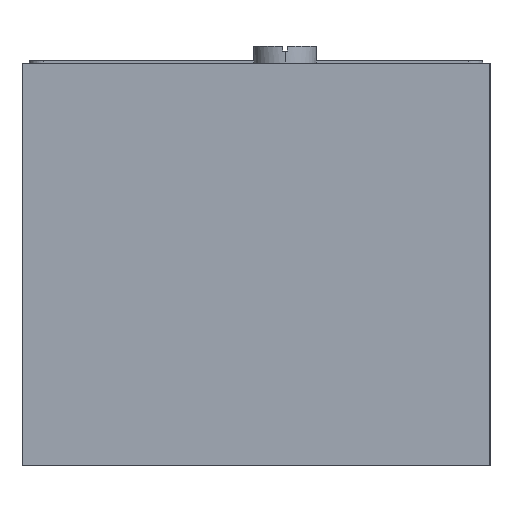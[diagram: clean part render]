
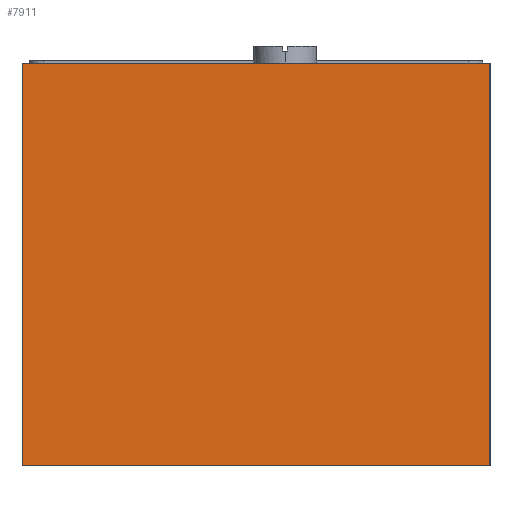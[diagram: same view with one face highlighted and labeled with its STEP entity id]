
A CAD part, left-side view. The second image highlights one B-rep face of the part: STEP entity #7911.
In plain terms, the highlighted planar face has unit normal (-1, 0, 0).
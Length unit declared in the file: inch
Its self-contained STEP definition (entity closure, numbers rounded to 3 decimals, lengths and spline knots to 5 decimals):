
#878 = LINE ( 'NONE', #25791, #29218 ) ;
#951 = FACE_OUTER_BOUND ( 'NONE', #1902, .T. ) ;
#1370 = CARTESIAN_POINT ( 'NONE',  ( 0., 0., -0.86 ) ) ;
#1902 = EDGE_LOOP ( 'NONE', ( #15091, #12691, #8363, #26607 ) ) ;
#3787 = DIRECTION ( 'NONE',  ( 0., 0., 1. ) ) ;
#4635 = DIRECTION ( 'NONE',  ( 0., 0., 1. ) ) ;
#5316 = DIRECTION ( 'NONE',  ( 0., 0., 1. ) ) ;
#5332 = DIRECTION ( 'NONE',  ( 0., -1., 0. ) ) ;
#7911 = ADVANCED_FACE ( 'NONE', ( #951 ), #37885, .T. ) ;
#8363 = ORIENTED_EDGE ( 'NONE', *, *, #24674, .T. ) ;
#8498 = VECTOR ( 'NONE', #38951, 39.37008 ) ;
#9875 = EDGE_CURVE ( 'NONE', #15993, #21361, #16037, .T. ) ;
#12691 = ORIENTED_EDGE ( 'NONE', *, *, #31082, .F. ) ;
#13644 = CARTESIAN_POINT ( 'NONE',  ( 0., 0., -0.86 ) ) ;
#13869 = CARTESIAN_POINT ( 'NONE',  ( 0., 1., -0.86 ) ) ;
#13890 = VERTEX_POINT ( 'NONE', #32648 ) ;
#15091 = ORIENTED_EDGE ( 'NONE', *, *, #36311, .F. ) ;
#15993 = VERTEX_POINT ( 'NONE', #13644 ) ;
#16037 = LINE ( 'NONE', #28505, #20211 ) ;
#20211 = VECTOR ( 'NONE', #3787, 39.37008 ) ;
#20831 = LINE ( 'NONE', #13869, #40041 ) ;
#21264 = VERTEX_POINT ( 'NONE', #26949 ) ;
#21361 = VERTEX_POINT ( 'NONE', #21786 ) ;
#21786 = CARTESIAN_POINT ( 'NONE',  ( 0., 0., 0. ) ) ;
#22644 = CARTESIAN_POINT ( 'NONE',  ( 0., 0., 0. ) ) ;
#24674 = EDGE_CURVE ( 'NONE', #21264, #15993, #878, .T. ) ;
#24827 = AXIS2_PLACEMENT_3D ( 'NONE', #1370, #32581, #4635 ) ;
#25707 = LINE ( 'NONE', #22644, #8498 ) ;
#25791 = CARTESIAN_POINT ( 'NONE',  ( 0., 0., -0.86 ) ) ;
#26607 = ORIENTED_EDGE ( 'NONE', *, *, #9875, .T. ) ;
#26949 = CARTESIAN_POINT ( 'NONE',  ( 0., 1., -0.86 ) ) ;
#28505 = CARTESIAN_POINT ( 'NONE',  ( 0., 0., -0.86 ) ) ;
#29218 = VECTOR ( 'NONE', #5332, 39.37008 ) ;
#31082 = EDGE_CURVE ( 'NONE', #21264, #13890, #20831, .T. ) ;
#32581 = DIRECTION ( 'NONE',  ( -1., 0., 0. ) ) ;
#32648 = CARTESIAN_POINT ( 'NONE',  ( 0., 1., 0. ) ) ;
#36311 = EDGE_CURVE ( 'NONE', #13890, #21361, #25707, .T. ) ;
#37885 = PLANE ( 'NONE',  #24827 ) ;
#38951 = DIRECTION ( 'NONE',  ( 0., -1., 0. ) ) ;
#40041 = VECTOR ( 'NONE', #5316, 39.37008 ) ;
